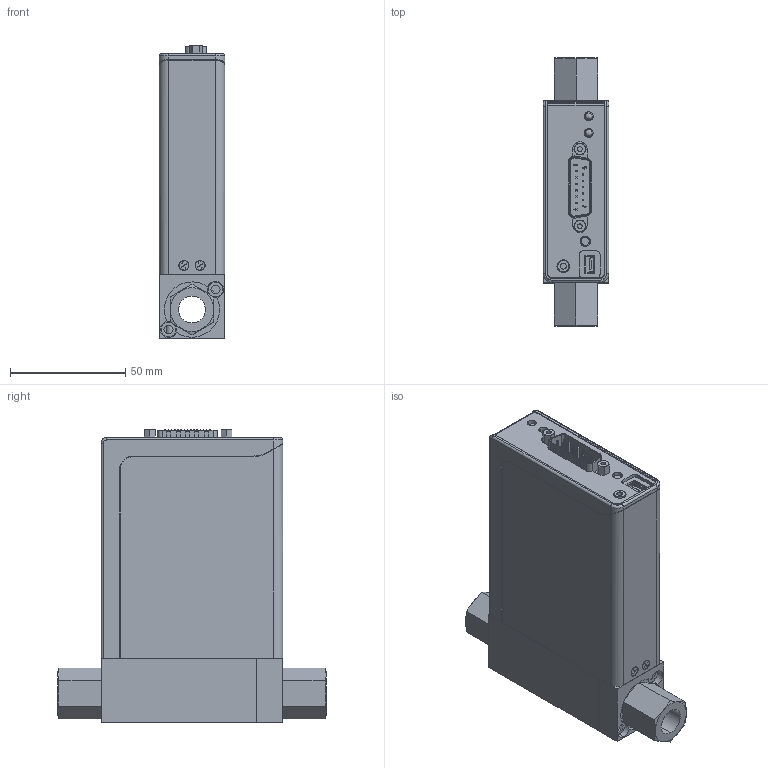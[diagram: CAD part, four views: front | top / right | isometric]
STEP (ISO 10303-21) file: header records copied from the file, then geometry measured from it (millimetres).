
FILE_DESCRIPTION (( 'STEP AP203' ), '1' );
FILE_NAME ('GF040-T0-S4.STEP', '2015-09-25T18:34:37', ( 'mrutkowski' ), ( 'Hewlett-Packard Company' ), 'SwSTEP 2.0', 'SolidWorks 2014', '' );
FILE_SCHEMA (( 'CONFIG_CONTROL_DESIGN' ));
Length unit declared in the file: inch
Products named in the file (1): GF040-T0-S4
Bounding box: 28.57 x 116.4 x 127.48 mm (x, y, z)
Surface area: 48537.6 mm2 (no closed solid volume)
Topology: 0 solids, 32 shells, 482 faces, 1651 edges, 1167 vertices
Faces by surface type: plane 309, cylinder 117, cone 42, bspline 14
Entity records: 19008 total; most frequent: CARTESIAN_POINT 5027, DIRECTION 2768, ORIENTED_EDGE 2568, EDGE_CURVE 1647, VECTOR 1180, LINE 1180, VERTEX_POINT 1167, AXIS2_PLACEMENT_3D 794
